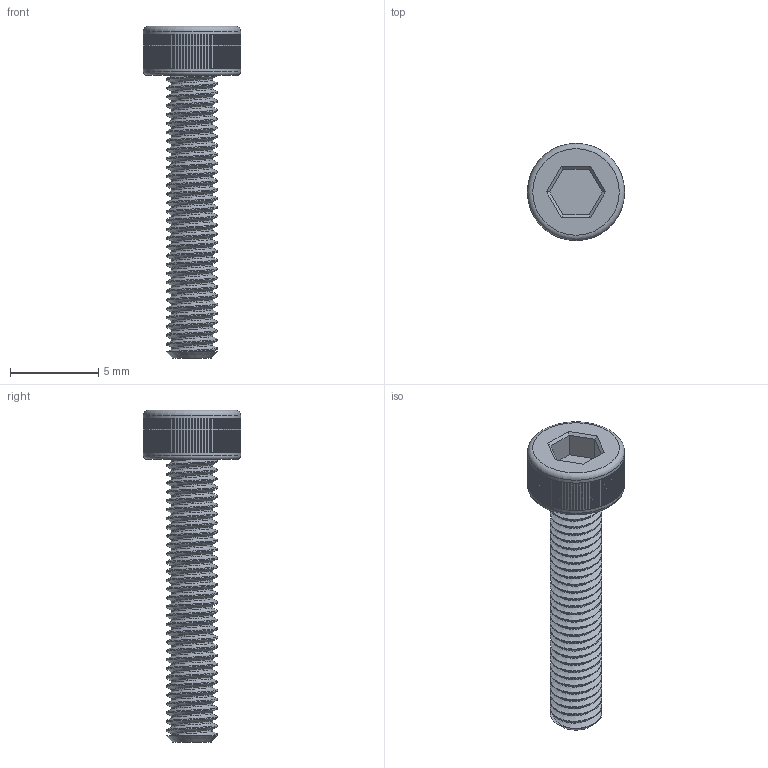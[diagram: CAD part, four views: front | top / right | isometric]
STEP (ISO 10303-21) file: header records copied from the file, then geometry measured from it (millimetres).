
FILE_DESCRIPTION(/* description */ (''),/* implementation_level */ '2;1');
FILE_NAME(/* name */ 'M3x16.step',/* time_stamp */ '2020-05-19T19:10:30+02:00',/* author */ (''),/* organization */ (''),/* preprocessor_version */ 'ST-DEVELOPER v18.1',/* originating_system */ 'Autodesk Translation Framework v9.3.0.1241',/* authorisation */ '');
FILE_SCHEMA (('AUTOMOTIVE_DESIGN { 1 0 10303 214 3 1 1 }'));
Length unit declared in the file: millimetre
Products named in the file (1): M3x16 v1
Bounding box: 5.5 x 5.5 x 18.8 mm (x, y, z)
Volume: 142.8 mm3; surface area: 343 mm2
Topology: 1 solids, 1 shells, 588 faces, 1445 edges, 960 vertices
Faces by surface type: plane 517, cylinder 66, torus 2, bspline 2, cone 1
Full cylindrical faces by diameter (mm): 2.356 x9, 2.927 x18, 5.5 x1
Entity records: 20822 total; most frequent: CARTESIAN_POINT 6890, ORIENTED_EDGE 2890, DIRECTION 2702, EDGE_CURVE 1445, LINE 1096, VECTOR 1096, VERTEX_POINT 960, AXIS2_PLACEMENT_3D 803
